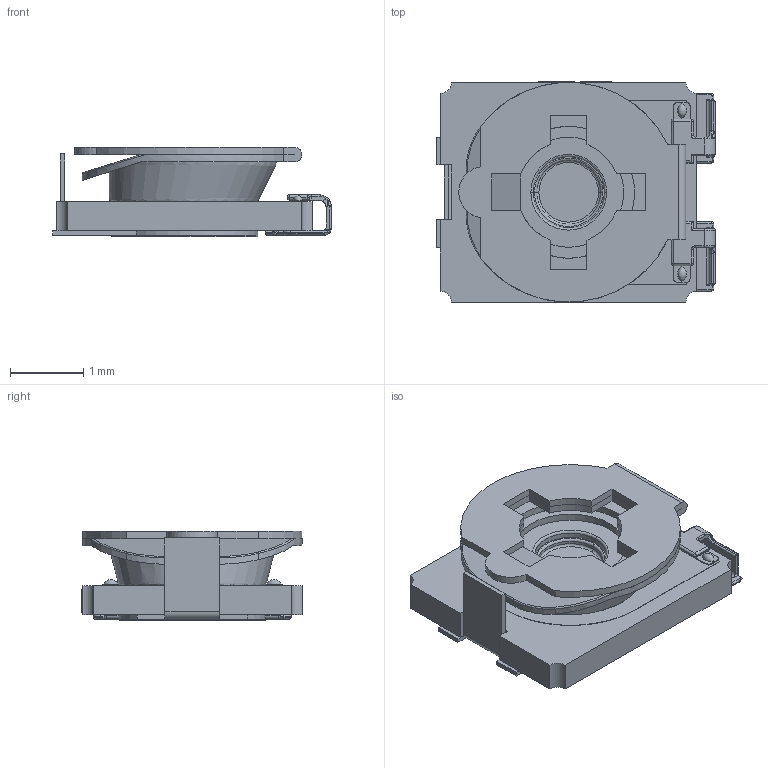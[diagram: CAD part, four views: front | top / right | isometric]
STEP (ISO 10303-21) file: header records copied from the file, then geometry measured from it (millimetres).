
FILE_DESCRIPTION (( 'STEP AP214' ), '1' );
FILE_NAME ('RES-ADJ-SMD_3P-L3.8-W3.7_VGF39NCHXT.STEP', '2024-12-11T09:43:05', ( '个人用户' ), ( '微软中国' ), 'SwSTEP 2.0', 'SolidWorks 2020', '' );
FILE_SCHEMA (( 'AUTOMOTIVE_DESIGN' ));
Length unit declared in the file: millimetre
Products named in the file (1): RES-ADJ-SMD_3P-L3.8-W3.7_VGF39NCHXT
Bounding box: 3.8 x 3.01 x 1.22 mm (x, y, z)
Volume: 7 mm3; surface area: 90.7 mm2
Topology: 8 solids, 8 shells, 586 faces, 1521 edges, 964 vertices
Faces by surface type: plane 270, cylinder 154, bspline 122, torus 34, sphere 6
Entity records: 25323 total; most frequent: CARTESIAN_POINT 5549, ORIENTED_EDGE 3018, DIRECTION 2433, EDGE_CURVE 1509, VERTEX_POINT 964, VECTOR 913, LINE 913, AXIS2_PLACEMENT_3D 760
